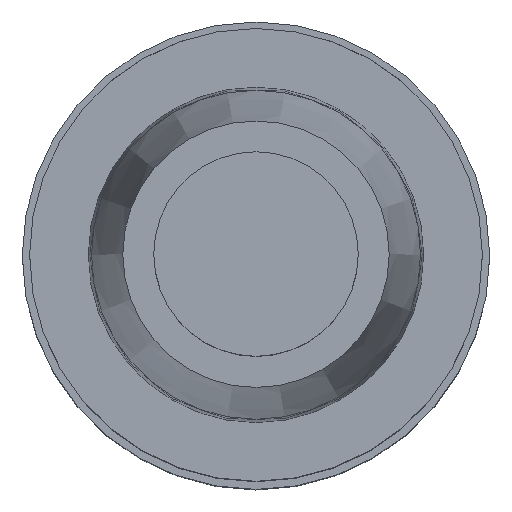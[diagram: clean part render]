
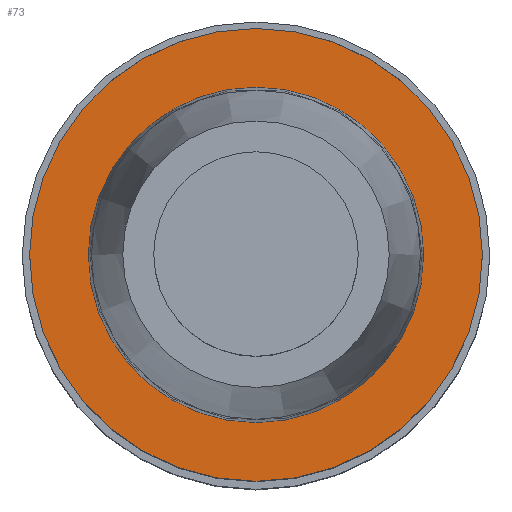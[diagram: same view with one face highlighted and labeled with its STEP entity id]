
A CAD part, top view. The second image highlights one B-rep face of the part: STEP entity #73.
In plain terms, the highlighted planar face has unit normal (0, 0, 1).
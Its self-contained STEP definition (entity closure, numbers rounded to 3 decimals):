
#44=PLANE('',#290);
#73=ADVANCED_FACE('',(#100,#101),#44,.F.);
#100=FACE_BOUND('',#124,.T.);
#101=FACE_BOUND('',#125,.T.);
#124=EDGE_LOOP('',(#162));
#125=EDGE_LOOP('',(#163));
#162=ORIENTED_EDGE('',*,*,#230,.T.);
#163=ORIENTED_EDGE('',*,*,#229,.F.);
#209=VERTEX_POINT('',#428);
#210=VERTEX_POINT('',#431);
#229=EDGE_CURVE('',#209,#209,#249,.T.);
#230=EDGE_CURVE('',#210,#210,#250,.T.);
#249=CIRCLE('',#287,7.75);
#250=CIRCLE('',#289,5.739);
#287=AXIS2_PLACEMENT_3D('',#427,#342,#343);
#289=AXIS2_PLACEMENT_3D('',#430,#346,#347);
#290=AXIS2_PLACEMENT_3D('',#432,#348,#349);
#342=DIRECTION('',(0.,0.,-1.));
#343=DIRECTION('',(1.,0.,0.));
#346=DIRECTION('',(0.,0.,-1.));
#347=DIRECTION('',(-1.,0.,0.));
#348=DIRECTION('',(0.,0.,-1.));
#349=DIRECTION('',(1.,0.,0.));
#427=CARTESIAN_POINT('',(0.,0.,0.));
#428=CARTESIAN_POINT('',(7.75,0.,0.));
#430=CARTESIAN_POINT('',(0.,0.,0.));
#431=CARTESIAN_POINT('',(-5.739,0.,0.));
#432=CARTESIAN_POINT('',(5.739,0.,0.));
